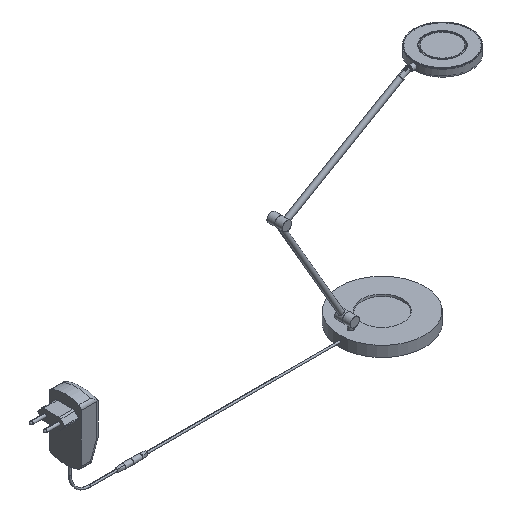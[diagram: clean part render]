
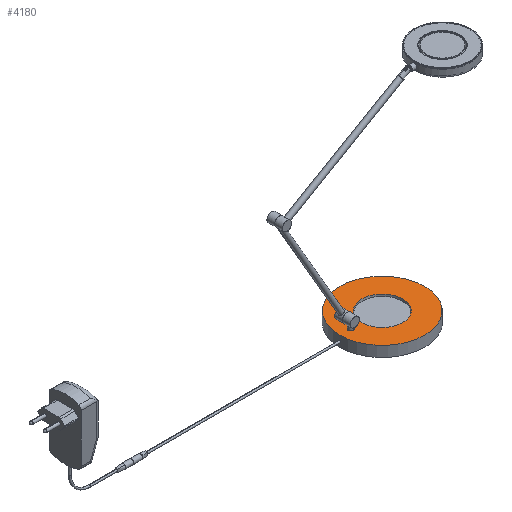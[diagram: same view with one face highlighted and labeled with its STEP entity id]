
A CAD part, isometric view. The second image highlights one B-rep face of the part: STEP entity #4180.
In plain terms, the highlighted planar face has unit normal (0, 0, 1).
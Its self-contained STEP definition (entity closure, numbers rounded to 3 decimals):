
#544 = AXIS2_PLACEMENT_3D ( 'NONE', #2897, #12002, #826 ) ;
#826 = DIRECTION ( 'NONE',  ( 1., 0., 0. ) ) ;
#844 = DIRECTION ( 'NONE',  ( 0., 0., 1. ) ) ;
#1514 = EDGE_CURVE ( 'NONE', #3388, #3388, #11722, .T. ) ;
#1642 = AXIS2_PLACEMENT_3D ( 'NONE', #12786, #5227, #8256 ) ;
#1717 = FACE_OUTER_BOUND ( 'NONE', #10998, .T. ) ;
#2897 = CARTESIAN_POINT ( 'NONE',  ( 37976.341, -485.341, -7235.467 ) ) ;
#3388 = VERTEX_POINT ( 'NONE', #8340 ) ;
#4180 = ADVANCED_FACE ( 'NONE', ( #1717, #9720 ), #4815, .T. ) ;
#4815 = PLANE ( 'NONE',  #11351 ) ;
#5227 = DIRECTION ( 'NONE',  ( 0., 0., 1. ) ) ;
#5975 = ORIENTED_EDGE ( 'NONE', *, *, #1514, .F. ) ;
#6282 = CARTESIAN_POINT ( 'NONE',  ( 38085.87, -485.341, -7235.467 ) ) ;
#6337 = EDGE_LOOP ( 'NONE', ( #5975 ) ) ;
#7412 = VERTEX_POINT ( 'NONE', #6282 ) ;
#7661 = EDGE_CURVE ( 'NONE', #7412, #7412, #9595, .T. ) ;
#8256 = DIRECTION ( 'NONE',  ( 1., 0., 0. ) ) ;
#8340 = CARTESIAN_POINT ( 'NONE',  ( 38029.279, -485.341, -7235.467 ) ) ;
#9595 = CIRCLE ( 'NONE', #544, 109.529 ) ;
#9720 = FACE_BOUND ( 'NONE', #6337, .T. ) ;
#10998 = EDGE_LOOP ( 'NONE', ( #12763 ) ) ;
#11351 = AXIS2_PLACEMENT_3D ( 'NONE', #11956, #844, #11766 ) ;
#11722 = CIRCLE ( 'NONE', #1642, 52.937 ) ;
#11766 = DIRECTION ( 'NONE',  ( 1., 0., 0. ) ) ;
#11956 = CARTESIAN_POINT ( 'NONE',  ( 38029.279, -485.341, -7235.467 ) ) ;
#12002 = DIRECTION ( 'NONE',  ( 0., 0., 1. ) ) ;
#12763 = ORIENTED_EDGE ( 'NONE', *, *, #7661, .T. ) ;
#12786 = CARTESIAN_POINT ( 'NONE',  ( 37976.341, -485.341, -7235.467 ) ) ;
